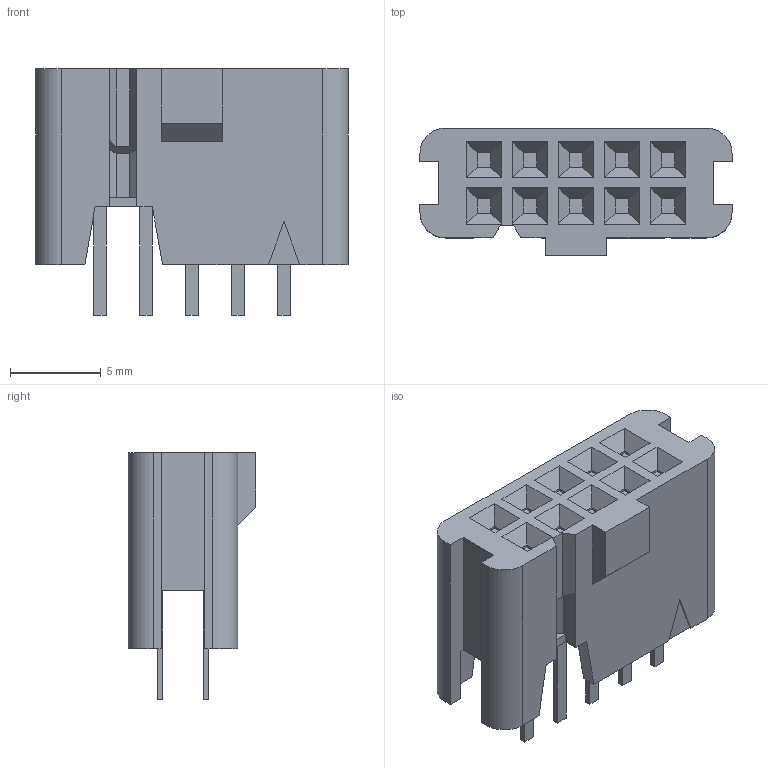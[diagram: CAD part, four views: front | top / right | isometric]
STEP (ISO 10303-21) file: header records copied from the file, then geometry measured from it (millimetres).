
FILE_DESCRIPTION((''),'2;1');
FILE_NAME('3M_8510-4500PL.stp','2014-03-11T10:21:22',(''),(''),'Mechanical Desktop 2011','Mechanical Desktop 2011',', , ');
FILE_SCHEMA(('AUTOMOTIVE_DESIGN { 1 2 10303 214 1 1 1 1 }'));
Length unit declared in the file: millimetre
Products named in the file (1): Product
Bounding box: 17.22 x 7.05 x 13.6 mm (x, y, z)
Volume: 816.1 mm3; surface area: 947.4 mm2
Topology: 11 solids, 11 shells, 207 faces, 483 edges, 308 vertices
Faces by surface type: plane 199, cylinder 8
Entity records: 5779 total; most frequent: CARTESIAN_POINT 999, ORIENTED_EDGE 966, DIRECTION 915, EDGE_CURVE 483, VECTOR 467, LINE 467, VERTEX_POINT 308, AXIS2_PLACEMENT_3D 224
